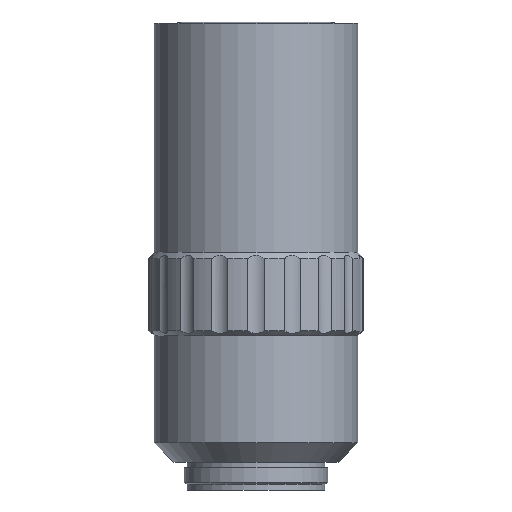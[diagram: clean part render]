
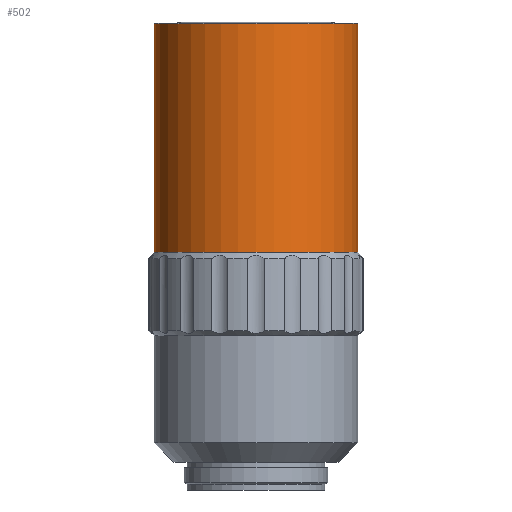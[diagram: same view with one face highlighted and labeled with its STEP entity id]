
A CAD part, front view. The second image highlights one B-rep face of the part: STEP entity #502.
In plain terms, the highlighted cylindrical face has radius 18.5 mm (diameter 37 mm), a partial arc.
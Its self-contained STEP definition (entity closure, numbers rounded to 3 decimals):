
#55 = DIRECTION ( 'NONE',  ( 0., 0., 1. ) ) ;
#89 = DIRECTION ( 'NONE',  ( 0., 0., 1. ) ) ;
#114 = EDGE_CURVE ( 'NONE', #212, #2055, #622, .T. ) ;
#118 = AXIS2_PLACEMENT_3D ( 'NONE', #1074, #55, #267 ) ;
#165 = FACE_OUTER_BOUND ( 'NONE', #657, .T. ) ;
#186 = CIRCLE ( 'NONE', #118, 18.5 ) ;
#212 = VERTEX_POINT ( 'NONE', #1210 ) ;
#267 = DIRECTION ( 'NONE',  ( 1., 0., 0. ) ) ;
#316 = EDGE_CURVE ( 'NONE', #2055, #976, #1334, .T. ) ;
#492 = AXIS2_PLACEMENT_3D ( 'NONE', #2593, #2609, #1987 ) ;
#502 = ADVANCED_FACE ( 'NONE', ( #165 ), #2558, .T. ) ;
#512 = VERTEX_POINT ( 'NONE', #1160 ) ;
#529 = ORIENTED_EDGE ( 'NONE', *, *, #1126, .F. ) ;
#558 = DIRECTION ( 'NONE',  ( 1., 0., 0. ) ) ;
#622 = CIRCLE ( 'NONE', #492, 18.5 ) ;
#657 = EDGE_LOOP ( 'NONE', ( #2267, #1251, #1991, #529 ) ) ;
#660 = VECTOR ( 'NONE', #89, 1000. ) ;
#923 = CARTESIAN_POINT ( 'NONE',  ( 18.5, 0., 0. ) ) ;
#976 = VERTEX_POINT ( 'NONE', #1684 ) ;
#1074 = CARTESIAN_POINT ( 'NONE',  ( 0., 0., 84.359 ) ) ;
#1126 = EDGE_CURVE ( 'NONE', #512, #976, #186, .T. ) ;
#1160 = CARTESIAN_POINT ( 'NONE',  ( -18.5, 0., 84.359 ) ) ;
#1210 = CARTESIAN_POINT ( 'NONE',  ( -18.5, 0., 42.906 ) ) ;
#1251 = ORIENTED_EDGE ( 'NONE', *, *, #114, .T. ) ;
#1284 = LINE ( 'NONE', #2280, #660 ) ;
#1334 = LINE ( 'NONE', #923, #1369 ) ;
#1369 = VECTOR ( 'NONE', #2110, 1000. ) ;
#1563 = DIRECTION ( 'NONE',  ( 0., 0., 1. ) ) ;
#1684 = CARTESIAN_POINT ( 'NONE',  ( 18.5, 0., 84.359 ) ) ;
#1895 = AXIS2_PLACEMENT_3D ( 'NONE', #2360, #1563, #558 ) ;
#1987 = DIRECTION ( 'NONE',  ( 1., 0., 0. ) ) ;
#1991 = ORIENTED_EDGE ( 'NONE', *, *, #316, .T. ) ;
#2055 = VERTEX_POINT ( 'NONE', #2399 ) ;
#2110 = DIRECTION ( 'NONE',  ( 0., 0., 1. ) ) ;
#2238 = EDGE_CURVE ( 'NONE', #212, #512, #1284, .T. ) ;
#2267 = ORIENTED_EDGE ( 'NONE', *, *, #2238, .F. ) ;
#2280 = CARTESIAN_POINT ( 'NONE',  ( -18.5, 0., 0. ) ) ;
#2360 = CARTESIAN_POINT ( 'NONE',  ( 0., 0., 0. ) ) ;
#2399 = CARTESIAN_POINT ( 'NONE',  ( 18.5, 0., 42.906 ) ) ;
#2558 = CYLINDRICAL_SURFACE ( 'NONE', #1895, 18.5 ) ;
#2593 = CARTESIAN_POINT ( 'NONE',  ( 0., 0., 42.906 ) ) ;
#2609 = DIRECTION ( 'NONE',  ( 0., 0., 1. ) ) ;
